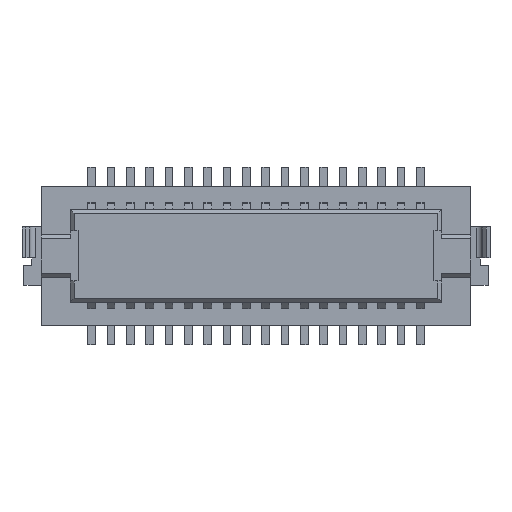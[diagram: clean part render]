
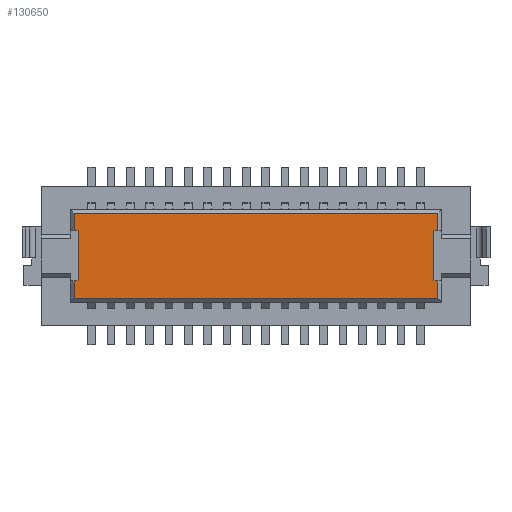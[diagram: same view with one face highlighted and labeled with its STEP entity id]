
A CAD part, top view. The second image highlights one B-rep face of the part: STEP entity #130650.
In plain terms, the highlighted planar face has unit normal (0, 0, 1).
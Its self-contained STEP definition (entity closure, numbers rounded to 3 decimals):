
#20580=CARTESIAN_POINT('',(-6.85,0.85,2.7));
#20590=VERTEX_POINT('',#20580);
#20680=CARTESIAN_POINT('',(-6.75,0.85,2.7));
#20690=VERTEX_POINT('',#20680);
#20720=CARTESIAN_POINT('',(-4.,0.85,2.7));
#20730=DIRECTION('',(-1.,-0.,0.));
#20740=VECTOR('',#20730,1.);
#20750=LINE('',#20720,#20740);
#20760=EDGE_CURVE('',#20690,#20590,#20750,.T.);
#20920=CARTESIAN_POINT('',(-6.75,2.15,2.7));
#20930=VERTEX_POINT('',#20920);
#20960=CARTESIAN_POINT('',(-6.75,0.,2.7));
#20970=DIRECTION('',(-0.,-1.,0.));
#20980=VECTOR('',#20970,1.);
#20990=LINE('',#20960,#20980);
#21000=EDGE_CURVE('',#20930,#20690,#20990,.T.);
#21460=CARTESIAN_POINT('',(-6.85,0.4,2.7));
#21470=VERTEX_POINT('',#21460);
#21520=CARTESIAN_POINT('',(-6.85,0.,2.7));
#21530=DIRECTION('',(-0.,-1.,0.));
#21540=VECTOR('',#21530,1.);
#21550=LINE('',#21520,#21540);
#21560=EDGE_CURVE('',#20590,#21470,#21550,.T.);
#35130=CARTESIAN_POINT('',(-6.85,2.15,2.7));
#35140=VERTEX_POINT('',#35130);
#35290=CARTESIAN_POINT('',(-6.85,2.6,2.7));
#35300=VERTEX_POINT('',#35290);
#35330=CARTESIAN_POINT('',(-6.85,0.,2.7));
#35340=DIRECTION('',(-0.,-1.,0.));
#35350=VECTOR('',#35340,1.);
#35360=LINE('',#35330,#35350);
#35370=EDGE_CURVE('',#35300,#35140,#35360,.T.);
#35560=CARTESIAN_POINT('',(-4.,2.15,2.7));
#35570=DIRECTION('',(1.,-0.,-0.));
#35580=VECTOR('',#35570,1.);
#35590=LINE('',#35560,#35580);
#35600=EDGE_CURVE('',#35140,#20930,#35590,.T.);
#129020=CARTESIAN_POINT('',(2.45,0.85,2.7));
#129030=VERTEX_POINT('',#129020);
#129120=CARTESIAN_POINT('',(2.55,0.85,2.7));
#129130=VERTEX_POINT('',#129120);
#129160=CARTESIAN_POINT('',(-4.,0.85,2.7));
#129170=DIRECTION('',(-1.,-0.,0.));
#129180=VECTOR('',#129170,1.);
#129190=LINE('',#129160,#129180);
#129200=EDGE_CURVE('',#129130,#129030,#129190,.T.);
#129340=CARTESIAN_POINT('',(2.45,2.15,2.7));
#129350=VERTEX_POINT('',#129340);
#129400=CARTESIAN_POINT('',(2.45,0.,2.7));
#129410=DIRECTION('',(-0.,1.,-0.));
#129420=VECTOR('',#129410,1.);
#129430=LINE('',#129400,#129420);
#129440=EDGE_CURVE('',#129030,#129350,#129430,.T.);
#129580=CARTESIAN_POINT('',(2.55,2.15,2.7));
#129590=VERTEX_POINT('',#129580);
#129720=CARTESIAN_POINT('',(-4.,2.15,2.7));
#129730=DIRECTION('',(1.,-0.,-0.));
#129740=VECTOR('',#129730,1.);
#129750=LINE('',#129720,#129740);
#129760=EDGE_CURVE('',#129350,#129590,#129750,.T.);
#129920=CARTESIAN_POINT('',(2.55,2.6,2.7));
#129930=VERTEX_POINT('',#129920);
#130030=CARTESIAN_POINT('',(2.55,0.,2.7));
#130040=DIRECTION('',(-0.,1.,-0.));
#130050=VECTOR('',#130040,1.);
#130060=LINE('',#130030,#130050);
#130070=EDGE_CURVE('',#129590,#129930,#130060,.T.);
#130250=CARTESIAN_POINT('',(-4.,2.6,2.7));
#130260=DIRECTION('',(-1.,-0.,0.));
#130270=VECTOR('',#130260,1.);
#130280=LINE('',#130250,#130270);
#130290=EDGE_CURVE('',#129930,#35300,#130280,.T.);
#130340=CARTESIAN_POINT('',(-7.097,0.333,2.7));
#130350=DIRECTION('',(0.,0.,1.));
#130360=DIRECTION('',(1.,0.,-0.));
#130370=AXIS2_PLACEMENT_3D('',#130340,#130350,#130360);
#130380=PLANE('',#130370);
#130390=ORIENTED_EDGE('',*,*,#21560,.T.);
#130400=ORIENTED_EDGE('',*,*,#20760,.T.);
#130410=ORIENTED_EDGE('',*,*,#21000,.T.);
#130420=ORIENTED_EDGE('',*,*,#35600,.T.);
#130430=ORIENTED_EDGE('',*,*,#35370,.T.);
#130440=ORIENTED_EDGE('',*,*,#130290,.T.);
#130450=ORIENTED_EDGE('',*,*,#130070,.T.);
#130460=ORIENTED_EDGE('',*,*,#129760,.T.);
#130470=ORIENTED_EDGE('',*,*,#129440,.T.);
#130480=ORIENTED_EDGE('',*,*,#129200,.T.);
#130490=CARTESIAN_POINT('',(2.55,0.,2.7));
#130500=DIRECTION('',(-0.,1.,0.));
#130510=VECTOR('',#130500,1.);
#130520=LINE('',#130490,#130510);
#130530=CARTESIAN_POINT('',(2.55,0.4,2.7));
#130540=VERTEX_POINT('',#130530);
#130550=EDGE_CURVE('',#130540,#129130,#130520,.T.);
#130560=ORIENTED_EDGE('',*,*,#130550,.T.);
#130570=CARTESIAN_POINT('',(-4.,0.4,2.7));
#130580=DIRECTION('',(1.,0.,0.));
#130590=VECTOR('',#130580,1.);
#130600=LINE('',#130570,#130590);
#130610=EDGE_CURVE('',#21470,#130540,#130600,.T.);
#130620=ORIENTED_EDGE('',*,*,#130610,.T.);
#130630=EDGE_LOOP('',(#130620,#130560,#130480,#130470,#130460,#130450,
#130440,#130430,#130420,#130410,#130400,#130390));
#130640=FACE_OUTER_BOUND('',#130630,.T.);
#130650=ADVANCED_FACE('',(#130640),#130380,.T.);
